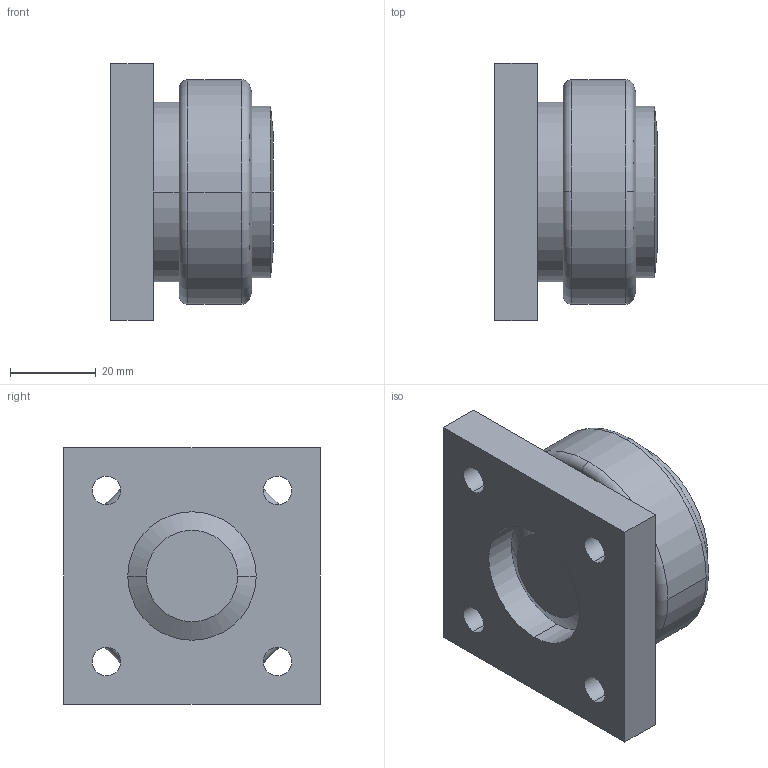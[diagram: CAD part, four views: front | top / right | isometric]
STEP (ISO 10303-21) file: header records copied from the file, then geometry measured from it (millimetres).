
FILE_DESCRIPTION( ( '' ), '1' );
FILE_NAME( 'alfatec_tr_050_0390___bq_2_03.stp', '2006-01-16T08:00:50', ( '' ), ( '' ), ' ', ' ', ' ' );
FILE_SCHEMA( ( 'CONFIG_CONTROL_DESIGN' ) );
Length unit declared in the file: millimetre
Products named in the file (2): 1; 2
Bounding box: 38 x 60 x 60 mm (x, y, z)
Volume: 81340.1 mm3; surface area: 18106 mm2
Topology: 2 solids, 2 shells, 39 faces, 93 edges, 61 vertices
Faces by surface type: cylinder 18, plane 11, cone 6, torus 4
Entity records: 1269 total; most frequent: DIRECTION 232, CARTESIAN_POINT 195, ORIENTED_EDGE 186, AXIS2_PLACEMENT_3D 98, EDGE_CURVE 93, VERTEX_POINT 61, CIRCLE 57, EDGE_LOOP 52
